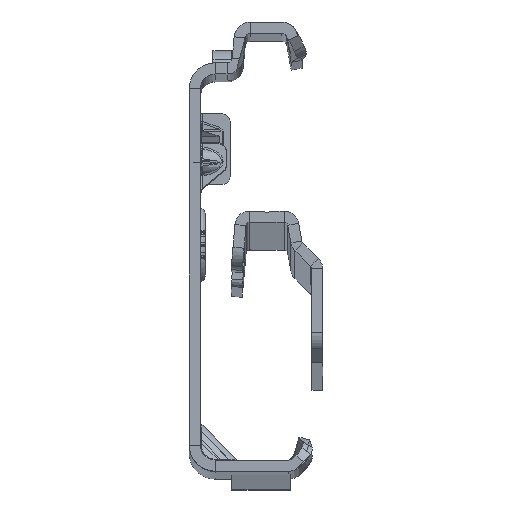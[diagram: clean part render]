
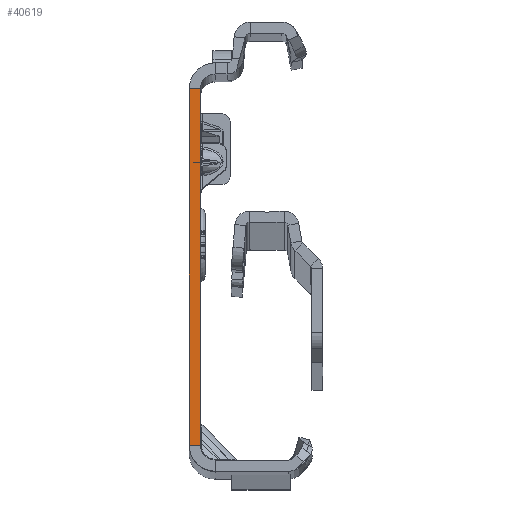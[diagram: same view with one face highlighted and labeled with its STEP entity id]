
A CAD part, top view. The second image highlights one B-rep face of the part: STEP entity #40619.
In plain terms, the highlighted planar face has unit normal (0, 0, 1).
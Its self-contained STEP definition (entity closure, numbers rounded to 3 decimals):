
#1735 = AXIS2_PLACEMENT_3D ( 'NONE', #3408, #28795, #16093 ) ;
#1809 = DIRECTION ( 'NONE',  ( -1., 0., 0. ) ) ;
#2490 = ORIENTED_EDGE ( 'NONE', *, *, #6978, .F. ) ;
#3408 = CARTESIAN_POINT ( 'NONE',  ( -1.5, -27.865, 0. ) ) ;
#3523 = DIRECTION ( 'NONE',  ( 0., -1., 0. ) ) ;
#5354 = CARTESIAN_POINT ( 'NONE',  ( 0., 22.135, 0. ) ) ;
#6978 = EDGE_CURVE ( 'NONE', #32124, #22438, #20402, .T. ) ;
#8118 = CARTESIAN_POINT ( 'NONE',  ( -1.5, -27.865, 0. ) ) ;
#10261 = EDGE_LOOP ( 'NONE', ( #2490, #40401, #33423, #18937 ) ) ;
#12711 = EDGE_CURVE ( 'NONE', #22438, #24436, #50151, .T. ) ;
#15310 = CARTESIAN_POINT ( 'NONE',  ( 0., 22.135, 0. ) ) ;
#15318 = DIRECTION ( 'NONE',  ( 0., -1., 0. ) ) ;
#16093 = DIRECTION ( 'NONE',  ( 1., 0., 0. ) ) ;
#18312 = VECTOR ( 'NONE', #1809, 1000. ) ;
#18937 = ORIENTED_EDGE ( 'NONE', *, *, #12711, .F. ) ;
#19013 = EDGE_CURVE ( 'NONE', #32124, #46590, #42147, .T. ) ;
#20402 = LINE ( 'NONE', #44795, #24959 ) ;
#22438 = VERTEX_POINT ( 'NONE', #41422 ) ;
#22520 = CARTESIAN_POINT ( 'NONE',  ( 0., -25.865, 0. ) ) ;
#23073 = DIRECTION ( 'NONE',  ( -1., 0., 0. ) ) ;
#24436 = VERTEX_POINT ( 'NONE', #37345 ) ;
#24756 = PLANE ( 'NONE',  #1735 ) ;
#24959 = VECTOR ( 'NONE', #15318, 1000. ) ;
#28795 = DIRECTION ( 'NONE',  ( 0., 0., 1. ) ) ;
#29880 = VECTOR ( 'NONE', #3523, 1000. ) ;
#32124 = VERTEX_POINT ( 'NONE', #15310 ) ;
#33423 = ORIENTED_EDGE ( 'NONE', *, *, #35642, .T. ) ;
#35642 = EDGE_CURVE ( 'NONE', #46590, #24436, #40300, .T. ) ;
#37345 = CARTESIAN_POINT ( 'NONE',  ( -1.5, -25.865, 0. ) ) ;
#37429 = CARTESIAN_POINT ( 'NONE',  ( -1.5, 22.135, 0. ) ) ;
#40300 = LINE ( 'NONE', #8118, #29880 ) ;
#40401 = ORIENTED_EDGE ( 'NONE', *, *, #19013, .T. ) ;
#40619 = ADVANCED_FACE ( 'NONE', ( #45311 ), #24756, .T. ) ;
#41422 = CARTESIAN_POINT ( 'NONE',  ( 0., -25.865, 0. ) ) ;
#42147 = LINE ( 'NONE', #5354, #18312 ) ;
#44795 = CARTESIAN_POINT ( 'NONE',  ( 0., -27.865, 0. ) ) ;
#45311 = FACE_OUTER_BOUND ( 'NONE', #10261, .T. ) ;
#46590 = VERTEX_POINT ( 'NONE', #37429 ) ;
#48571 = VECTOR ( 'NONE', #23073, 1000. ) ;
#50151 = LINE ( 'NONE', #22520, #48571 ) ;
